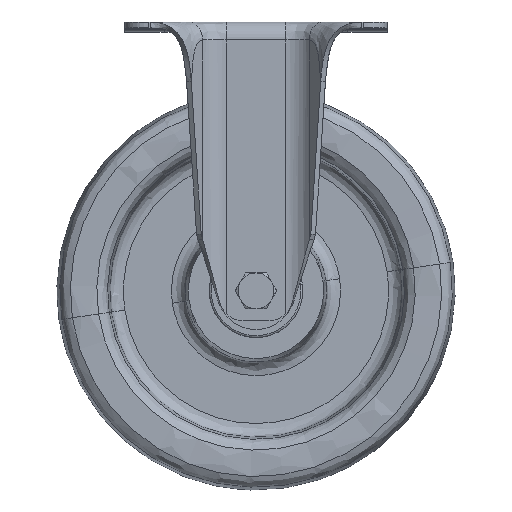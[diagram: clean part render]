
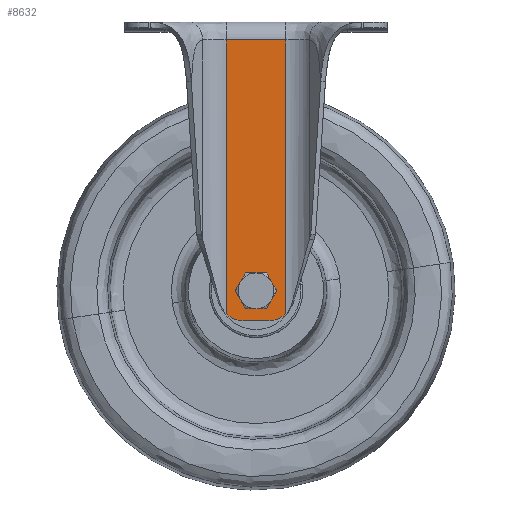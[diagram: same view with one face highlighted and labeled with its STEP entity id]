
A CAD part, top view. The second image highlights one B-rep face of the part: STEP entity #8632.
In plain terms, the highlighted planar face has unit normal (0, 0, 1).
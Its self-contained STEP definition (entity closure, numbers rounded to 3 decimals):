
#494 = ORIENTED_EDGE ( 'NONE', *, *, #14953, .F. ) ;
#1527 = DIRECTION ( 'NONE',  ( 0., 1., 0. ) ) ;
#1693 = EDGE_LOOP ( 'NONE', ( #27664, #494 ) ) ;
#2950 = VERTEX_POINT ( 'NONE', #20599 ) ;
#2979 = CIRCLE ( 'NONE', #18644, 12. ) ;
#3298 = LINE ( 'NONE', #24861, #5485 ) ;
#3589 = CARTESIAN_POINT ( 'NONE',  ( 15., 0., 34. ) ) ;
#3700 = DIRECTION ( 'NONE',  ( -1., 0., 0. ) ) ;
#4148 = VECTOR ( 'NONE', #18161, 1000. ) ;
#5173 = DIRECTION ( 'NONE',  ( 0., -1., 0. ) ) ;
#5485 = VECTOR ( 'NONE', #15650, 1000. ) ;
#5562 = CIRCLE ( 'NONE', #6544, 12. ) ;
#5600 = LINE ( 'NONE', #10038, #23903 ) ;
#5776 = DIRECTION ( 'NONE',  ( -1., 0., 0. ) ) ;
#6090 = ORIENTED_EDGE ( 'NONE', *, *, #26817, .F. ) ;
#6176 = CARTESIAN_POINT ( 'NONE',  ( 6.5, -150., 34. ) ) ;
#6544 = AXIS2_PLACEMENT_3D ( 'NONE', #29441, #29286, #14722 ) ;
#6604 = CARTESIAN_POINT ( 'NONE',  ( 15., -9., 34. ) ) ;
#7169 = CARTESIAN_POINT ( 'NONE',  ( 15., 0., 34. ) ) ;
#7227 = EDGE_LOOP ( 'NONE', ( #17442, #13091, #6090, #28510, #15876, #8685 ) ) ;
#8632 = ADVANCED_FACE ( 'NONE', ( #12547, #14305 ), #22216, .F. ) ;
#8685 = ORIENTED_EDGE ( 'NONE', *, *, #28791, .F. ) ;
#8737 = DIRECTION ( 'NONE',  ( 0., 0., 1. ) ) ;
#9001 = VECTOR ( 'NONE', #1527, 1000. ) ;
#9084 = AXIS2_PLACEMENT_3D ( 'NONE', #28063, #8737, #3700 ) ;
#9446 = AXIS2_PLACEMENT_3D ( 'NONE', #20839, #18446, #5776 ) ;
#10038 = CARTESIAN_POINT ( 'NONE',  ( 15., -150., 34. ) ) ;
#11170 = CARTESIAN_POINT ( 'NONE',  ( 15., -146.471, 34. ) ) ;
#12245 = CARTESIAN_POINT ( 'NONE',  ( -6.05, -135., 34. ) ) ;
#12547 = FACE_BOUND ( 'NONE', #1693, .T. ) ;
#13091 = ORIENTED_EDGE ( 'NONE', *, *, #29028, .F. ) ;
#13215 = VERTEX_POINT ( 'NONE', #24847 ) ;
#13418 = CIRCLE ( 'NONE', #9446, 6.05 ) ;
#13509 = VERTEX_POINT ( 'NONE', #6176 ) ;
#13604 = VERTEX_POINT ( 'NONE', #12245 ) ;
#14305 = FACE_OUTER_BOUND ( 'NONE', #7227, .T. ) ;
#14722 = DIRECTION ( 'NONE',  ( 0., -1., 0. ) ) ;
#14953 = EDGE_CURVE ( 'NONE', #2950, #13604, #13418, .T. ) ;
#15650 = DIRECTION ( 'NONE',  ( 1., 0., 0. ) ) ;
#15876 = ORIENTED_EDGE ( 'NONE', *, *, #23838, .T. ) ;
#17385 = DIRECTION ( 'NONE',  ( 0., 0., -1. ) ) ;
#17442 = ORIENTED_EDGE ( 'NONE', *, *, #28873, .F. ) ;
#17773 = CARTESIAN_POINT ( 'NONE',  ( -6.5, -150., 34. ) ) ;
#17797 = VERTEX_POINT ( 'NONE', #6604 ) ;
#18161 = DIRECTION ( 'NONE',  ( 0., 1., 0. ) ) ;
#18446 = DIRECTION ( 'NONE',  ( 0., 0., 1. ) ) ;
#18644 = AXIS2_PLACEMENT_3D ( 'NONE', #19600, #17385, #5173 ) ;
#19600 = CARTESIAN_POINT ( 'NONE',  ( -6.5, -138., 34. ) ) ;
#20291 = VERTEX_POINT ( 'NONE', #11170 ) ;
#20527 = LINE ( 'NONE', #3589, #4148 ) ;
#20599 = CARTESIAN_POINT ( 'NONE',  ( 6.05, -135., 34. ) ) ;
#20839 = CARTESIAN_POINT ( 'NONE',  ( 0., -135., 34. ) ) ;
#21370 = VERTEX_POINT ( 'NONE', #30877 ) ;
#21569 = EDGE_CURVE ( 'NONE', #13604, #2950, #23803, .T. ) ;
#22216 = PLANE ( 'NONE',  #26700 ) ;
#23550 = CARTESIAN_POINT ( 'NONE',  ( -15., 0., 34. ) ) ;
#23803 = CIRCLE ( 'NONE', #9084, 6.05 ) ;
#23838 = EDGE_CURVE ( 'NONE', #20291, #17797, #20527, .T. ) ;
#23903 = VECTOR ( 'NONE', #29358, 1000. ) ;
#24847 = CARTESIAN_POINT ( 'NONE',  ( -15., -9., 34. ) ) ;
#24861 = CARTESIAN_POINT ( 'NONE',  ( 74.112, -9., 34. ) ) ;
#24984 = EDGE_CURVE ( 'NONE', #20291, #13509, #5562, .T. ) ;
#26169 = VERTEX_POINT ( 'NONE', #17773 ) ;
#26700 = AXIS2_PLACEMENT_3D ( 'NONE', #7169, #28698, #28867 ) ;
#26817 = EDGE_CURVE ( 'NONE', #13509, #26169, #5600, .T. ) ;
#27664 = ORIENTED_EDGE ( 'NONE', *, *, #21569, .F. ) ;
#28063 = CARTESIAN_POINT ( 'NONE',  ( 0., -135., 34. ) ) ;
#28510 = ORIENTED_EDGE ( 'NONE', *, *, #24984, .F. ) ;
#28698 = DIRECTION ( 'NONE',  ( 0., 0., -1. ) ) ;
#28791 = EDGE_CURVE ( 'NONE', #13215, #17797, #3298, .T. ) ;
#28867 = DIRECTION ( 'NONE',  ( -1., 0., 0. ) ) ;
#28873 = EDGE_CURVE ( 'NONE', #21370, #13215, #30535, .T. ) ;
#29028 = EDGE_CURVE ( 'NONE', #26169, #21370, #2979, .T. ) ;
#29286 = DIRECTION ( 'NONE',  ( 0., 0., -1. ) ) ;
#29358 = DIRECTION ( 'NONE',  ( -1., 0., 0. ) ) ;
#29441 = CARTESIAN_POINT ( 'NONE',  ( 6.5, -138., 34. ) ) ;
#30535 = LINE ( 'NONE', #23550, #9001 ) ;
#30877 = CARTESIAN_POINT ( 'NONE',  ( -15., -146.471, 34. ) ) ;
